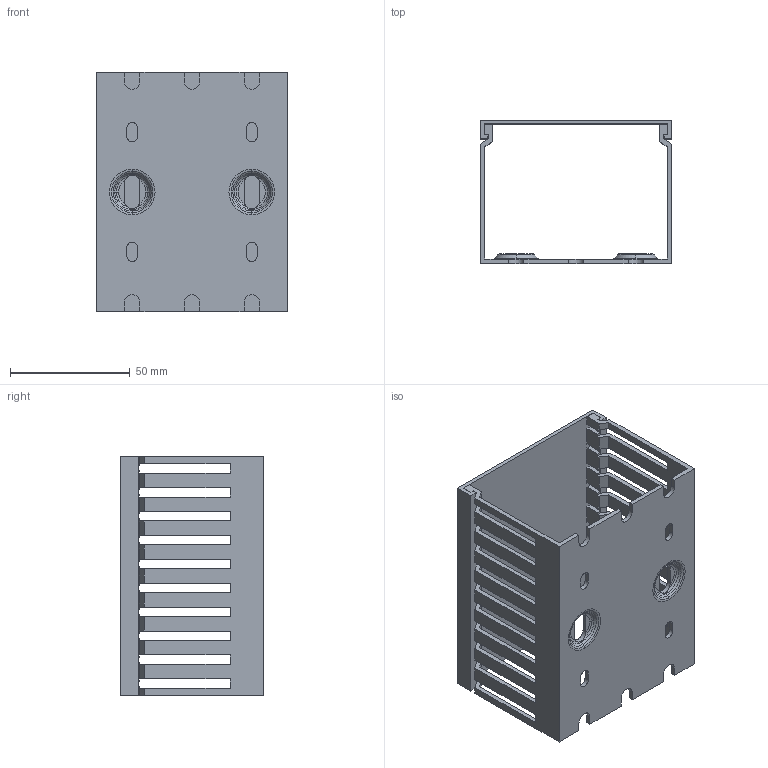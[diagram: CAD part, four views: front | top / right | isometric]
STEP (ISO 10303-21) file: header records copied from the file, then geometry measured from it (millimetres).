
FILE_DESCRIPTION((''),'2;1');
FILE_NAME('B80X60_ASM','2021-03-30T',('marketing.praksa'),('Audax d.o.o.'),'CREO PARAMETRIC BY PTC INC, 2017480','CREO PARAMETRIC BY PTC INC, 2017480','');
FILE_SCHEMA(('AUTOMOTIVE_DESIGN { 1 0 10303 214 1 1 1 1 }'));
Products named in the file (4): PRT0164; B80X60__THIN-186492; PRT0005425; B80X60_ASM
Assembly tree (3 placements, depth 2):
  B80X60_ASM
    PRT0164
    B80X60__THIN-186492
    PRT0005425
Bounding box: 80 x 60 x 100 mm (x, y, z)
Volume: 46276.7 mm3; surface area: 57425.9 mm2
Topology: 5 solids, 5 shells, 509 faces, 1461 edges, 965 vertices
Faces by surface type: plane 411, cylinder 56, torus 34, cone 8
Entity records: 25122 total; most frequent: CARTESIAN_POINT 3516, ORIENTED_EDGE 2922, DIRECTION 2536, PRESENTATION_STYLE_ASSIGNMENT 1975, STYLED_ITEM 1975, CURVE_STYLE 1461, EDGE_CURVE 1461, VECTOR 1070
